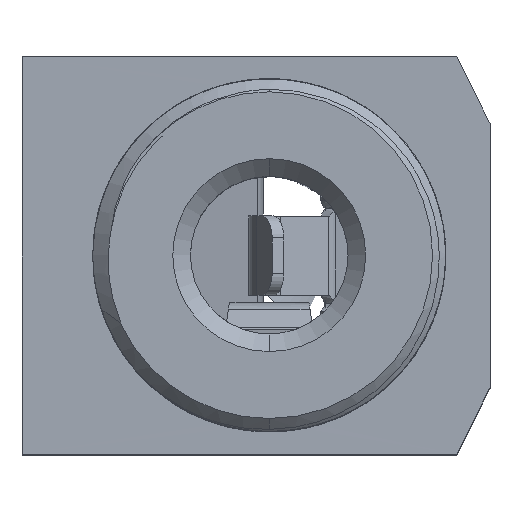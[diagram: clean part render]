
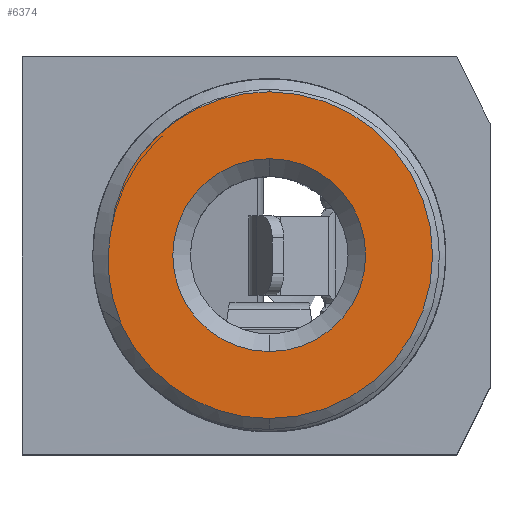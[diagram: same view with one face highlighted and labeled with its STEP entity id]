
A CAD part, top view. The second image highlights one B-rep face of the part: STEP entity #6374.
In plain terms, the highlighted planar face has unit normal (0, 0, 1).
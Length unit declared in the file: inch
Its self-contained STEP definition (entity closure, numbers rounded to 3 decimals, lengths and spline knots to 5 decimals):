
#167 = AXIS2_PLACEMENT_3D ( 'NONE', #17928, #12538, #9091 ) ;
#785 = DIRECTION ( 'NONE',  ( 0., 0., -1. ) ) ;
#1202 = CARTESIAN_POINT ( 'NONE',  ( -0.1404, 0.02946, 0. ) ) ;
#1428 = CARTESIAN_POINT ( 'NONE',  ( -0.13521, 0.04976, 0. ) ) ;
#1476 = VERTEX_POINT ( 'NONE', #12731 ) ;
#1830 = CARTESIAN_POINT ( 'NONE',  ( -0.14351, -0.01017, 0. ) ) ;
#2276 = CARTESIAN_POINT ( 'NONE',  ( 0.00106, -0.00004, 0. ) ) ;
#2750 = EDGE_CURVE ( 'NONE', #1476, #21472, #22484, .T. ) ;
#3029 = CARTESIAN_POINT ( 'NONE',  ( -0.13415, 0.0528, 0. ) ) ;
#3142 = CARTESIAN_POINT ( 'NONE',  ( -0.13832, 0.0389, 0. ) ) ;
#3255 = VERTEX_POINT ( 'NONE', #17403 ) ;
#3360 = ORIENTED_EDGE ( 'NONE', *, *, #6008, .F. ) ;
#3578 = CARTESIAN_POINT ( 'NONE',  ( -0.13208, -0.06143, 0. ) ) ;
#3668 = ORIENTED_EDGE ( 'NONE', *, *, #22359, .F. ) ;
#3772 = CARTESIAN_POINT ( 'NONE',  ( -0.14311, -0.01709, 0. ) ) ;
#3781 = FACE_BOUND ( 'NONE', #11305, .T. ) ;
#3990 = CARTESIAN_POINT ( 'NONE',  ( -0.14345, 0.00508, 0. ) ) ;
#4631 = VERTEX_POINT ( 'NONE', #13730 ) ;
#4755 = CARTESIAN_POINT ( 'NONE',  ( -0.13601, 0.0472, 0. ) ) ;
#5237 = CARTESIAN_POINT ( 'NONE',  ( 0., 0., 0. ) ) ;
#5392 = AXIS2_PLACEMENT_3D ( 'NONE', #11093, #785, #14543 ) ;
#5614 = CARTESIAN_POINT ( 'NONE',  ( -0.14245, -0.02291, 0. ) ) ;
#5621 = CARTESIAN_POINT ( 'NONE',  ( 0., 0., 0. ) ) ;
#5689 = DIRECTION ( 'NONE',  ( 0., -1., 0. ) ) ;
#5721 = CARTESIAN_POINT ( 'NONE',  ( -0.14206, -0.02575, 0. ) ) ;
#5766 = B_SPLINE_CURVE_WITH_KNOTS ( 'NONE', 3,
 ( #7419, #14429, #14090, #9246, #15919, #19685, #21064, #5721, #14318, #21512, #5614, #21404, #3772, #16248, #1830, #10744, #15807, #12698, #12365, #12591, #19580, #3990, #10973, #17973 ),
 .UNSPECIFIED., .F., .F.,
 ( 4, 2, 2, 2, 2, 2, 2, 2, 1, 1, 2, 2, 4 ),
 ( 0., 0.25, 0.375, 0.4375, 0.46875, 0.5, 0.625, 0.6875, 0.71875, 0.73437, 0.74219, 0.75, 1. ),
 .UNSPECIFIED. ) ;
#6008 = EDGE_CURVE ( 'NONE', #11784, #4631, #18906, .T. ) ;
#6153 = ORIENTED_EDGE ( 'NONE', *, *, #6450, .F. ) ;
#6374 = ADVANCED_FACE ( 'NONE', ( #9034, #3781 ), #17764, .F. ) ;
#6393 = EDGE_CURVE ( 'NONE', #9951, #22130, #16011, .T. ) ;
#6450 = EDGE_CURVE ( 'NONE', #22130, #1476, #14184, .T. ) ;
#6467 = CARTESIAN_POINT ( 'NONE',  ( -0.13335, 0.05499, 0. ) ) ;
#7190 = AXIS2_PLACEMENT_3D ( 'NONE', #10901, #18123, #13075 ) ;
#7419 = CARTESIAN_POINT ( 'NONE',  ( -0.13208, -0.06143, 0. ) ) ;
#7898 = CARTESIAN_POINT ( 'NONE',  ( 0., 0.14567, 0. ) ) ;
#8172 = CARTESIAN_POINT ( 'NONE',  ( -0.13749, 0.04216, 0. ) ) ;
#8337 = ORIENTED_EDGE ( 'NONE', *, *, #2750, .F. ) ;
#8343 = ORIENTED_EDGE ( 'NONE', *, *, #6393, .F. ) ;
#8402 = CARTESIAN_POINT ( 'NONE',  ( -0.12842, 0.068, 0. ) ) ;
#8788 = EDGE_LOOP ( 'NONE', ( #9565, #3668, #8337, #6153, #8343 ) ) ;
#9034 = FACE_OUTER_BOUND ( 'NONE', #8788, .T. ) ;
#9091 = DIRECTION ( 'NONE',  ( -1., 0., 0. ) ) ;
#9246 = CARTESIAN_POINT ( 'NONE',  ( -0.14001, -0.03697, 0. ) ) ;
#9565 = ORIENTED_EDGE ( 'NONE', *, *, #15231, .F. ) ;
#9951 = VERTEX_POINT ( 'NONE', #17278 ) ;
#10057 = ORIENTED_EDGE ( 'NONE', *, *, #14872, .F. ) ;
#10122 = CARTESIAN_POINT ( 'NONE',  ( -0.13317, 0.05549, 0. ) ) ;
#10295 = AXIS2_PLACEMENT_3D ( 'NONE', #5237, #14504, #5689 ) ;
#10744 = CARTESIAN_POINT ( 'NONE',  ( -0.14359, -0.00724, 0. ) ) ;
#10901 = CARTESIAN_POINT ( 'NONE',  ( 0., 0., 0. ) ) ;
#10973 = CARTESIAN_POINT ( 'NONE',  ( -0.14281, 0.01185, 0. ) ) ;
#11093 = CARTESIAN_POINT ( 'NONE',  ( 0., 0., 0. ) ) ;
#11237 = AXIS2_PLACEMENT_3D ( 'NONE', #5621, #19590, #12814 ) ;
#11305 = EDGE_LOOP ( 'NONE', ( #3360, #10057 ) ) ;
#11432 = B_SPLINE_CURVE_WITH_KNOTS ( 'NONE', 3,
 ( #16888, #20454, #1202, #3142, #8172, #4755, #1428, #3029, #17011, #6467, #10122, #8402, #17806, #13913 ),
 .UNSPECIFIED., .F., .F.,
 ( 4, 2, 2, 1, 1, 2, 2, 4 ),
 ( 0., 0.25, 0.375, 0.4375, 0.46875, 0.48438, 0.5, 1. ),
 .UNSPECIFIED. ) ;
#11784 = VERTEX_POINT ( 'NONE', #17569 ) ;
#12365 = CARTESIAN_POINT ( 'NONE',  ( -0.1436, -0.00306, 0. ) ) ;
#12538 = DIRECTION ( 'NONE',  ( 0., 0., -1. ) ) ;
#12591 = CARTESIAN_POINT ( 'NONE',  ( -0.14359, -0.00252, 0. ) ) ;
#12698 = CARTESIAN_POINT ( 'NONE',  ( -0.14361, -0.00388, 0. ) ) ;
#12731 = CARTESIAN_POINT ( 'NONE',  ( 0., -0.14567, 0. ) ) ;
#12814 = DIRECTION ( 'NONE',  ( -1., 0., 0. ) ) ;
#13075 = DIRECTION ( 'NONE',  ( 0., -1., 0. ) ) ;
#13730 = CARTESIAN_POINT ( 'NONE',  ( 0., 0.08602, 0. ) ) ;
#13913 = CARTESIAN_POINT ( 'NONE',  ( -0.11456, 0.08997, 0. ) ) ;
#14090 = CARTESIAN_POINT ( 'NONE',  ( -0.13753, -0.0468, 0. ) ) ;
#14184 = CIRCLE ( 'NONE', #11237, 0.14567 ) ;
#14318 = CARTESIAN_POINT ( 'NONE',  ( -0.14216, -0.02505, 0. ) ) ;
#14429 = CARTESIAN_POINT ( 'NONE',  ( -0.13526, -0.05392, 0. ) ) ;
#14504 = DIRECTION ( 'NONE',  ( 0., 0., 1. ) ) ;
#14543 = DIRECTION ( 'NONE',  ( -1., 0., 0. ) ) ;
#14872 = EDGE_CURVE ( 'NONE', #4631, #11784, #15429, .T. ) ;
#15231 = EDGE_CURVE ( 'NONE', #3255, #9951, #11432, .T. ) ;
#15429 = CIRCLE ( 'NONE', #10295, 0.08602 ) ;
#15807 = CARTESIAN_POINT ( 'NONE',  ( -0.14361, -0.00573, 0. ) ) ;
#15919 = CARTESIAN_POINT ( 'NONE',  ( -0.14068, -0.03382, 0. ) ) ;
#16011 = CIRCLE ( 'NONE', #5392, 0.14567 ) ;
#16146 = DIRECTION ( 'NONE',  ( -1., 0., 0. ) ) ;
#16248 = CARTESIAN_POINT ( 'NONE',  ( -0.14343, -0.012, 0. ) ) ;
#16888 = CARTESIAN_POINT ( 'NONE',  ( -0.14176, 0.01831, 0. ) ) ;
#17011 = CARTESIAN_POINT ( 'NONE',  ( -0.13368, 0.05411, 0. ) ) ;
#17278 = CARTESIAN_POINT ( 'NONE',  ( -0.11456, 0.08997, 0. ) ) ;
#17403 = CARTESIAN_POINT ( 'NONE',  ( -0.14176, 0.01831, 0. ) ) ;
#17569 = CARTESIAN_POINT ( 'NONE',  ( 0., -0.08602, 0. ) ) ;
#17764 = PLANE ( 'NONE',  #20020 ) ;
#17806 = CARTESIAN_POINT ( 'NONE',  ( -0.12215, 0.07957, -0.00001 ) ) ;
#17928 = CARTESIAN_POINT ( 'NONE',  ( 0., 0., 0. ) ) ;
#17973 = CARTESIAN_POINT ( 'NONE',  ( -0.14176, 0.01831, 0. ) ) ;
#17980 = DIRECTION ( 'NONE',  ( 0., 0., -1. ) ) ;
#18123 = DIRECTION ( 'NONE',  ( 0., 0., 1. ) ) ;
#18906 = CIRCLE ( 'NONE', #7190, 0.08602 ) ;
#19580 = CARTESIAN_POINT ( 'NONE',  ( -0.14359, -0.00218, 0. ) ) ;
#19590 = DIRECTION ( 'NONE',  ( 0., 0., -1. ) ) ;
#19685 = CARTESIAN_POINT ( 'NONE',  ( -0.1415, -0.02934, 0. ) ) ;
#20020 = AXIS2_PLACEMENT_3D ( 'NONE', #2276, #17980, #16146 ) ;
#20454 = CARTESIAN_POINT ( 'NONE',  ( -0.14125, 0.02363, 0. ) ) ;
#21064 = CARTESIAN_POINT ( 'NONE',  ( -0.14174, -0.02788, 0. ) ) ;
#21404 = CARTESIAN_POINT ( 'NONE',  ( -0.14281, -0.01998, 0. ) ) ;
#21472 = VERTEX_POINT ( 'NONE', #3578 ) ;
#21512 = CARTESIAN_POINT ( 'NONE',  ( -0.14235, -0.02367, 0. ) ) ;
#22130 = VERTEX_POINT ( 'NONE', #7898 ) ;
#22359 = EDGE_CURVE ( 'NONE', #21472, #3255, #5766, .T. ) ;
#22484 = CIRCLE ( 'NONE', #167, 0.14567 ) ;
